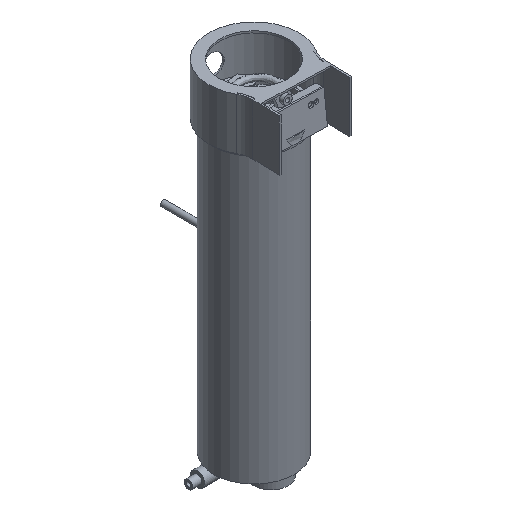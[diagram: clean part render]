
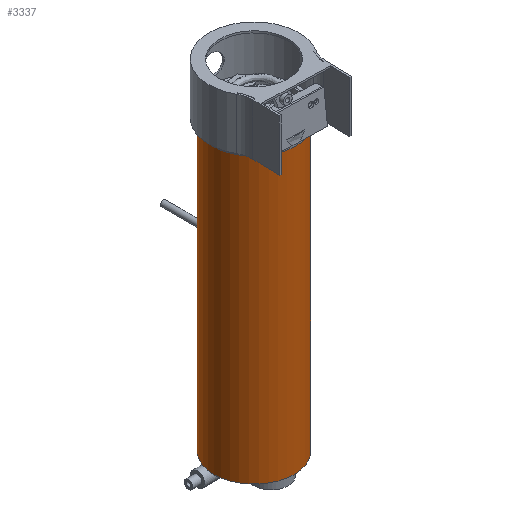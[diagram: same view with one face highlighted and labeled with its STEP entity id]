
A CAD part, isometric view. The second image highlights one B-rep face of the part: STEP entity #3337.
In plain terms, the highlighted cylindrical face has radius 22.25 mm (diameter 44.5 mm), a full revolution.
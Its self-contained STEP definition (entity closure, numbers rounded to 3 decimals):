
#65=B_SPLINE_CURVE_WITH_KNOTS('',3,(#6830,#6831,#6832,#6833,#6834,#6835,
#6836,#6837,#6838,#6839,#6840),.UNSPECIFIED.,.T.,.F.,(1,1,1,1,1,1,1,1,1,
1,1,1,1,1,1),(-0.004,-0.002,-0.001,
0.,0.001,0.002,0.004,
0.005,0.006,0.007,0.009,
0.01,0.011,0.012,0.014),
 .UNSPECIFIED.);
#66=B_SPLINE_CURVE_WITH_KNOTS('',3,(#6842,#6843,#6844,#6845,#6846,#6847,
#6848,#6849,#6850,#6851,#6852),.UNSPECIFIED.,.T.,.F.,(1,1,1,1,1,1,1,1,1,
1,1,1,1,1,1),(-0.009,-0.006,-0.003,
0.,0.003,0.006,0.009,
0.013,0.016,0.019,0.022,
0.025,0.028,0.031,0.034),
 .UNSPECIFIED.);
#291=CYLINDRICAL_SURFACE('',#4025,22.25);
#448=CIRCLE('',#4023,22.25);
#450=CIRCLE('',#4026,22.25);
#1087=ORIENTED_EDGE('',*,*,#1558,.F.);
#1088=ORIENTED_EDGE('',*,*,#1559,.T.);
#1089=ORIENTED_EDGE('',*,*,#1560,.T.);
#1090=ORIENTED_EDGE('',*,*,#1556,.F.);
#1556=EDGE_CURVE('',#1880,#1880,#448,.T.);
#1558=EDGE_CURVE('',#1882,#1882,#65,.T.);
#1559=EDGE_CURVE('',#1883,#1883,#66,.T.);
#1560=EDGE_CURVE('',#1884,#1884,#450,.T.);
#1880=VERTEX_POINT('',#6826);
#1882=VERTEX_POINT('',#6841);
#1883=VERTEX_POINT('',#6853);
#1884=VERTEX_POINT('',#6855);
#2582=EDGE_LOOP('',(#1087));
#2583=EDGE_LOOP('',(#1088));
#2584=EDGE_LOOP('',(#1089));
#2585=EDGE_LOOP('',(#1090));
#2973=FACE_BOUND('',#2582,.T.);
#2974=FACE_BOUND('',#2583,.T.);
#2975=FACE_BOUND('',#2584,.T.);
#2976=FACE_BOUND('',#2585,.T.);
#3337=ADVANCED_FACE('',(#2973,#2974,#2975,#2976),#291,.T.);
#4023=AXIS2_PLACEMENT_3D('',#6825,#4913,#4914);
#4025=AXIS2_PLACEMENT_3D('',#6829,#4917,#4918);
#4026=AXIS2_PLACEMENT_3D('',#6854,#4919,#4920);
#4913=DIRECTION('',(0.,0.,-1.));
#4914=DIRECTION('',(-1.,0.,0.));
#4917=DIRECTION('',(0.,0.,-1.));
#4918=DIRECTION('',(-1.,0.,0.));
#4919=DIRECTION('',(0.,0.,-1.));
#4920=DIRECTION('',(-1.,0.,0.));
#6825=CARTESIAN_POINT('',(0.,0.,0.));
#6826=CARTESIAN_POINT('',(-22.25,0.,0.));
#6829=CARTESIAN_POINT('',(0.,0.,0.));
#6830=CARTESIAN_POINT('',(-1.245,22.222,95.243));
#6831=CARTESIAN_POINT('',(0.,22.264,95.76));
#6832=CARTESIAN_POINT('',(1.244,22.222,95.243));
#6833=CARTESIAN_POINT('',(1.759,22.179,94.001));
#6834=CARTESIAN_POINT('',(1.245,22.222,92.756));
#6835=CARTESIAN_POINT('',(0.,22.264,92.241));
#6836=CARTESIAN_POINT('',(-1.242,22.222,92.755));
#6837=CARTESIAN_POINT('',(-1.759,22.179,93.998));
#6838=CARTESIAN_POINT('',(-1.245,22.222,95.243));
#6839=CARTESIAN_POINT('',(0.,22.264,95.76));
#6840=CARTESIAN_POINT('',(1.244,22.222,95.243));
#6841=CARTESIAN_POINT('',(0.,22.25,95.588));
#6842=CARTESIAN_POINT('',(3.138,22.07,33.132));
#6843=CARTESIAN_POINT('',(-0.001,22.34,34.434));
#6844=CARTESIAN_POINT('',(-3.135,22.07,33.133));
#6845=CARTESIAN_POINT('',(-4.432,21.796,30.004));
#6846=CARTESIAN_POINT('',(-3.135,22.07,26.866));
#6847=CARTESIAN_POINT('',(-0.001,22.34,25.568));
#6848=CARTESIAN_POINT('',(3.131,22.071,26.862));
#6849=CARTESIAN_POINT('',(4.433,21.796,29.997));
#6850=CARTESIAN_POINT('',(3.138,22.07,33.132));
#6851=CARTESIAN_POINT('',(-0.001,22.34,34.434));
#6852=CARTESIAN_POINT('',(-3.135,22.07,33.133));
#6853=CARTESIAN_POINT('',(0.,22.25,34.));
#6854=CARTESIAN_POINT('',(0.,0.,164.));
#6855=CARTESIAN_POINT('',(-22.25,0.,164.));
